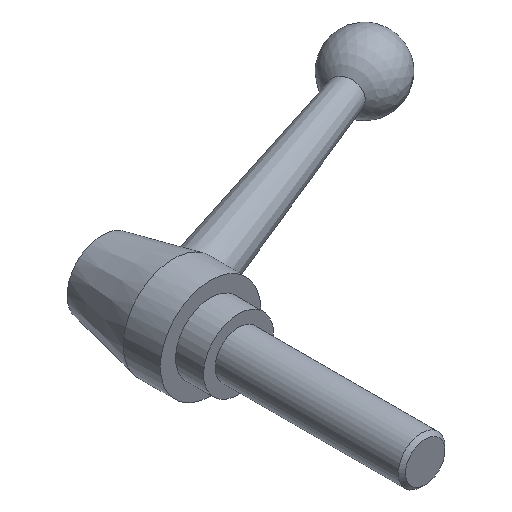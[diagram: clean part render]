
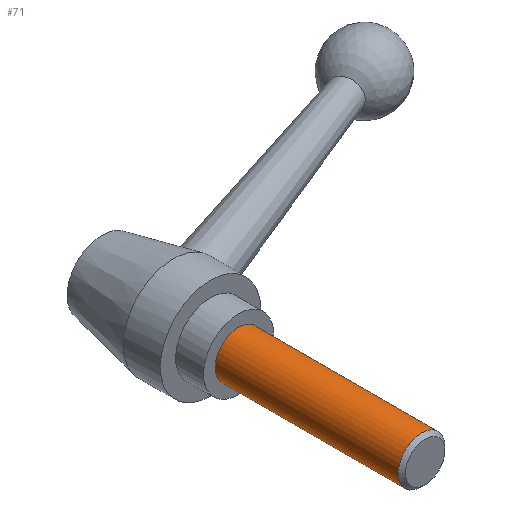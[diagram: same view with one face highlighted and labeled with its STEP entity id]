
A CAD part, isometric view. The second image highlights one B-rep face of the part: STEP entity #71.
In plain terms, the highlighted cylindrical face has radius 10 mm (diameter 20 mm), a full revolution.
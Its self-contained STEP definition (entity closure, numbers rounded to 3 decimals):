
#71 = ADVANCED_FACE( '', ( #169, #170 ), #171, .T. );
#169 = FACE_OUTER_BOUND( '', #297, .T. );
#170 = FACE_OUTER_BOUND( '', #298, .T. );
#171 = CYLINDRICAL_SURFACE( '', #299, 10. );
#297 = EDGE_LOOP( '', ( #439 ) );
#298 = EDGE_LOOP( '', ( #440 ) );
#299 = AXIS2_PLACEMENT_3D( '', #441, #442, #443 );
#439 = ORIENTED_EDGE( '', *, *, #745, .F. );
#440 = ORIENTED_EDGE( '', *, *, #746, .T. );
#441 = CARTESIAN_POINT( '', ( 0., -80., 0. ) );
#442 = DIRECTION( '', ( 0., 1., 0. ) );
#443 = DIRECTION( '', ( 0., 0., -1. ) );
#745 = EDGE_CURVE( '', #886, #886, #887, .T. );
#746 = EDGE_CURVE( '', #888, #888, #889, .T. );
#886 = VERTEX_POINT( '', #1108 );
#887 = CIRCLE( '', #1109, 10. );
#888 = VERTEX_POINT( '', #1110 );
#889 = CIRCLE( '', #1111, 10. );
#1108 = CARTESIAN_POINT( '', ( 0., -78.467, -10. ) );
#1109 = AXIS2_PLACEMENT_3D( '', #1404, #1405, #1406 );
#1110 = CARTESIAN_POINT( '', ( 0., 0., -10. ) );
#1111 = AXIS2_PLACEMENT_3D( '', #1407, #1408, #1409 );
#1404 = CARTESIAN_POINT( '', ( 0., -78.467, 0. ) );
#1405 = DIRECTION( '', ( 0., -1., 0. ) );
#1406 = DIRECTION( '', ( 0., 0., -1. ) );
#1407 = CARTESIAN_POINT( '', ( 0., 0., 0. ) );
#1408 = DIRECTION( '', ( 0., -1., 0. ) );
#1409 = DIRECTION( '', ( 0., 0., -1. ) );
